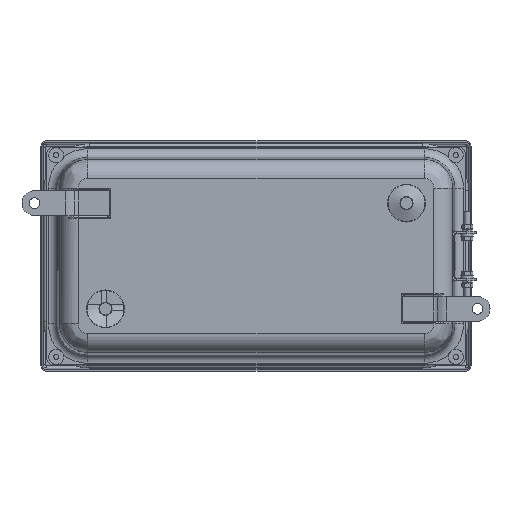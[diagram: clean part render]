
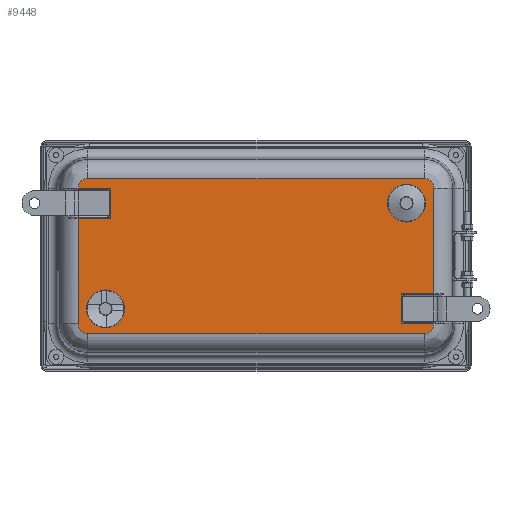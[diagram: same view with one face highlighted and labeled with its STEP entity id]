
A CAD part, front view. The second image highlights one B-rep face of the part: STEP entity #9448.
In plain terms, the highlighted planar face has unit normal (0, -1, 0).
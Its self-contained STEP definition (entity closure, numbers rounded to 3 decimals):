
#403=PLANE('',#10511);
#485=FACE_BOUND('',#1826,.T.);
#486=FACE_BOUND('',#1827,.T.);
#1230=FACE_OUTER_BOUND('',#1825,.T.);
#1825=EDGE_LOOP('',(#7903,#7904,#7905,#7906,#7907,#7908,#7909,#7910,#7911,
#7912,#7913,#7914,#7915,#7916));
#1826=EDGE_LOOP('',(#7917));
#1827=EDGE_LOOP('',(#7918));
#2353=LINE('',#16892,#2893);
#2354=LINE('',#16922,#2894);
#2358=LINE('',#16947,#2898);
#2362=LINE('',#16973,#2902);
#2367=LINE('',#17066,#2907);
#2369=LINE('',#17086,#2909);
#2371=LINE('',#17161,#2911);
#2373=LINE('',#17202,#2913);
#2378=LINE('',#17281,#2918);
#2379=LINE('',#17285,#2919);
#2893=VECTOR('',#12827,10.);
#2894=VECTOR('',#12842,10.);
#2898=VECTOR('',#12852,10.);
#2902=VECTOR('',#12868,10.);
#2907=VECTOR('',#12893,10.);
#2909=VECTOR('',#12903,10.);
#2911=VECTOR('',#12923,10.);
#2913=VECTOR('',#12943,10.);
#2918=VECTOR('',#12980,10.);
#2919=VECTOR('',#12985,10.);
#3455=CIRCLE('',#10419,7.896);
#3458=CIRCLE('',#10422,7.896);
#3462=CIRCLE('',#10427,7.896);
#3465=CIRCLE('',#10430,7.896);
#3505=CIRCLE('',#10505,15.194);
#3509=CIRCLE('',#10512,15.194);
#4225=VERTEX_POINT('',#16868);
#4227=VERTEX_POINT('',#16872);
#4228=VERTEX_POINT('',#16884);
#4229=VERTEX_POINT('',#16886);
#4230=VERTEX_POINT('',#16890);
#4232=VERTEX_POINT('',#16904);
#4233=VERTEX_POINT('',#16916);
#4234=VERTEX_POINT('',#16918);
#4240=VERTEX_POINT('',#16946);
#4246=VERTEX_POINT('',#16970);
#4254=VERTEX_POINT('',#17063);
#4258=VERTEX_POINT('',#17083);
#4263=VERTEX_POINT('',#17158);
#4277=VERTEX_POINT('',#17279);
#4284=VERTEX_POINT('',#17331);
#4287=VERTEX_POINT('',#17342);
#5435=EDGE_CURVE('',#4227,#4225,#3455,.T.);
#5438=EDGE_CURVE('',#4229,#4228,#3458,.T.);
#5440=EDGE_CURVE('',#4230,#4229,#2353,.T.);
#5443=EDGE_CURVE('',#4232,#4230,#3462,.T.);
#5446=EDGE_CURVE('',#4234,#4233,#3465,.T.);
#5447=EDGE_CURVE('',#4225,#4234,#2354,.T.);
#5454=EDGE_CURVE('',#4233,#4240,#2358,.T.);
#5464=EDGE_CURVE('',#4246,#4240,#2362,.T.);
#5479=EDGE_CURVE('',#4228,#4254,#2367,.T.);
#5485=EDGE_CURVE('',#4254,#4258,#2369,.T.);
#5495=EDGE_CURVE('',#4263,#4232,#2371,.T.);
#5504=EDGE_CURVE('',#4246,#4263,#2373,.T.);
#5520=EDGE_CURVE('',#4258,#4277,#2378,.T.);
#5522=EDGE_CURVE('',#4227,#4277,#2379,.T.);
#5534=EDGE_CURVE('',#4284,#4284,#3505,.T.);
#5538=EDGE_CURVE('',#4287,#4287,#3509,.T.);
#7903=ORIENTED_EDGE('',*,*,#5522,.T.);
#7904=ORIENTED_EDGE('',*,*,#5520,.F.);
#7905=ORIENTED_EDGE('',*,*,#5485,.F.);
#7906=ORIENTED_EDGE('',*,*,#5479,.F.);
#7907=ORIENTED_EDGE('',*,*,#5438,.F.);
#7908=ORIENTED_EDGE('',*,*,#5440,.F.);
#7909=ORIENTED_EDGE('',*,*,#5443,.F.);
#7910=ORIENTED_EDGE('',*,*,#5495,.F.);
#7911=ORIENTED_EDGE('',*,*,#5504,.F.);
#7912=ORIENTED_EDGE('',*,*,#5464,.T.);
#7913=ORIENTED_EDGE('',*,*,#5454,.F.);
#7914=ORIENTED_EDGE('',*,*,#5446,.F.);
#7915=ORIENTED_EDGE('',*,*,#5447,.F.);
#7916=ORIENTED_EDGE('',*,*,#5435,.F.);
#7917=ORIENTED_EDGE('',*,*,#5534,.F.);
#7918=ORIENTED_EDGE('',*,*,#5538,.F.);
#9448=ADVANCED_FACE('',(#1230,#485,#486),#403,.T.);
#10419=AXIS2_PLACEMENT_3D('',#16874,#12815,#12816);
#10422=AXIS2_PLACEMENT_3D('',#16888,#12821,#12822);
#10427=AXIS2_PLACEMENT_3D('',#16906,#12832,#12833);
#10430=AXIS2_PLACEMENT_3D('',#16920,#12838,#12839);
#10505=AXIS2_PLACEMENT_3D('',#17333,#13016,#13017);
#10511=AXIS2_PLACEMENT_3D('',#17341,#13028,#13029);
#10512=AXIS2_PLACEMENT_3D('',#17343,#13030,#13031);
#12815=DIRECTION('center_axis',(0.,1.,0.));
#12816=DIRECTION('ref_axis',(-0.707,0.,0.707));
#12821=DIRECTION('center_axis',(0.,1.,0.));
#12822=DIRECTION('ref_axis',(-0.707,0.,-0.707));
#12827=DIRECTION('',(-1.,0.,0.));
#12832=DIRECTION('center_axis',(0.,1.,0.));
#12833=DIRECTION('ref_axis',(0.707,0.,-0.707));
#12838=DIRECTION('center_axis',(0.,1.,0.));
#12839=DIRECTION('ref_axis',(0.707,0.,0.707));
#12842=DIRECTION('',(1.,0.,0.));
#12852=DIRECTION('',(0.,0.,-1.));
#12868=DIRECTION('',(1.,0.,0.));
#12893=DIRECTION('',(0.,0.,1.));
#12903=DIRECTION('',(1.,0.,0.));
#12923=DIRECTION('',(1.,0.,0.));
#12943=DIRECTION('',(0.,0.,-1.));
#12980=DIRECTION('',(0.,0.,1.));
#12985=DIRECTION('',(1.,0.,0.));
#13016=DIRECTION('center_axis',(0.,-1.,0.));
#13017=DIRECTION('ref_axis',(-1.,0.,0.));
#13028=DIRECTION('center_axis',(0.,-1.,0.));
#13029=DIRECTION('ref_axis',(1.,0.,0.));
#13030=DIRECTION('center_axis',(0.,-1.,0.));
#13031=DIRECTION('ref_axis',(-1.,0.,0.));
#16868=CARTESIAN_POINT('',(-135.,4.,62.396));
#16872=CARTESIAN_POINT('',(-142.896,4.,54.5));
#16874=CARTESIAN_POINT('Origin',(-135.,4.,54.5));
#16884=CARTESIAN_POINT('',(-142.896,4.,-54.5));
#16886=CARTESIAN_POINT('',(-135.,4.,-62.396));
#16888=CARTESIAN_POINT('Origin',(-135.,4.,-54.5));
#16890=CARTESIAN_POINT('',(135.,4.,-62.396));
#16892=CARTESIAN_POINT('',(67.5,4.,-62.396));
#16904=CARTESIAN_POINT('',(142.896,4.,-54.5));
#16906=CARTESIAN_POINT('Origin',(135.,4.,-54.5));
#16916=CARTESIAN_POINT('',(142.896,4.,54.5));
#16918=CARTESIAN_POINT('',(135.,4.,62.396));
#16920=CARTESIAN_POINT('Origin',(135.,4.,54.5));
#16922=CARTESIAN_POINT('',(-67.5,4.,62.396));
#16946=CARTESIAN_POINT('',(142.896,4.,-30.5));
#16947=CARTESIAN_POINT('',(142.896,4.,27.25));
#16970=CARTESIAN_POINT('',(116.896,4.,-30.5));
#16973=CARTESIAN_POINT('',(83.948,4.,-30.5));
#17063=CARTESIAN_POINT('',(-142.896,4.,30.5));
#17066=CARTESIAN_POINT('',(-142.896,4.,-27.25));
#17083=CARTESIAN_POINT('',(-116.896,4.,30.5));
#17086=CARTESIAN_POINT('',(-83.948,4.,30.5));
#17158=CARTESIAN_POINT('',(116.896,4.,-54.5));
#17161=CARTESIAN_POINT('',(58.948,4.,-54.5));
#17202=CARTESIAN_POINT('',(116.896,4.,-15.75));
#17279=CARTESIAN_POINT('',(-116.896,4.,54.5));
#17281=CARTESIAN_POINT('',(-116.896,4.,15.75));
#17285=CARTESIAN_POINT('',(-58.948,4.,54.5));
#17331=CARTESIAN_POINT('',(-105.701,4.,-42.5));
#17333=CARTESIAN_POINT('Origin',(-120.896,4.,-42.5));
#17341=CARTESIAN_POINT('Origin',(0.,4.,
0.));
#17342=CARTESIAN_POINT('',(136.09,4.,42.5));
#17343=CARTESIAN_POINT('Origin',(120.896,4.,42.5));
